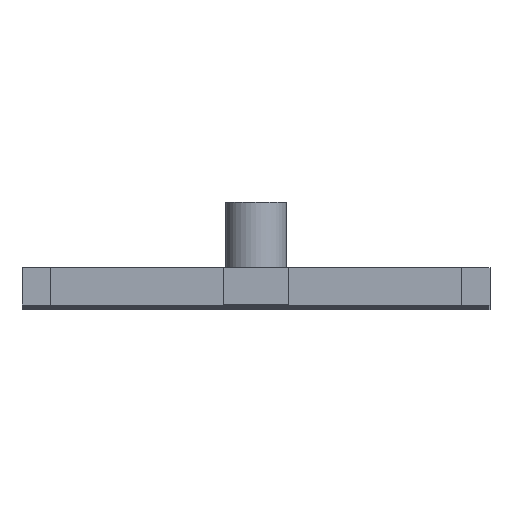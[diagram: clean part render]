
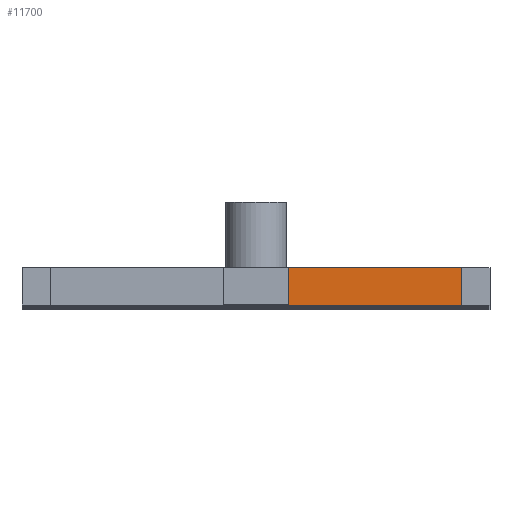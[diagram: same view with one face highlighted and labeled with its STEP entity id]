
A CAD part, top view. The second image highlights one B-rep face of the part: STEP entity #11700.
In plain terms, the highlighted planar face has unit normal (0, 0, 1).
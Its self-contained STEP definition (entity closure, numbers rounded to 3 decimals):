
#10530 = VERTEX_POINT('',#10531);
#10531 = CARTESIAN_POINT('',(0.35,0.,28.5));
#10545 = PLANE('',#10546);
#10546 = AXIS2_PLACEMENT_3D('',#10547,#10548,#10549);
#10547 = CARTESIAN_POINT('',(0.,0.,28.304));
#10548 = DIRECTION('',(0.,1.,0.));
#10549 = DIRECTION('',(0.,0.,1.));
#10815 = VERTEX_POINT('',#10816);
#10816 = CARTESIAN_POINT('',(0.35,-0.4,28.5));
#10830 = PLANE('',#10831);
#10831 = AXIS2_PLACEMENT_3D('',#10832,#10833,#10834);
#10832 = CARTESIAN_POINT('',(0.,-0.4,28.304));
#10833 = DIRECTION('',(0.,1.,0.));
#10834 = DIRECTION('',(0.,0.,1.));
#10977 = EDGE_CURVE('',#10978,#10530,#10980,.T.);
#10978 = VERTEX_POINT('',#10979);
#10979 = CARTESIAN_POINT('',(2.2,0.,28.5));
#10980 = SURFACE_CURVE('',#10981,(#10985,#10992),.PCURVE_S1.);
#10981 = LINE('',#10982,#10983);
#10982 = CARTESIAN_POINT('',(2.2,0.,28.5));
#10983 = VECTOR('',#10984,1.);
#10984 = DIRECTION('',(-1.,0.,0.));
#10985 = PCURVE('',#10545,#10986);
#10986 = DEFINITIONAL_REPRESENTATION('',(#10987),#10991);
#10987 = LINE('',#10988,#10989);
#10988 = CARTESIAN_POINT('',(0.196,2.2));
#10989 = VECTOR('',#10990,1.);
#10990 = DIRECTION('',(-0.,-1.));
#10991 = ( GEOMETRIC_REPRESENTATION_CONTEXT(2) 
PARAMETRIC_REPRESENTATION_CONTEXT() REPRESENTATION_CONTEXT('2D SPACE',''
  ) );
#10992 = PCURVE('',#10993,#10998);
#10993 = PLANE('',#10994);
#10994 = AXIS2_PLACEMENT_3D('',#10995,#10996,#10997);
#10995 = CARTESIAN_POINT('',(2.2,0.,28.5));
#10996 = DIRECTION('',(0.,0.,-1.));
#10997 = DIRECTION('',(-1.,0.,0.));
#10998 = DEFINITIONAL_REPRESENTATION('',(#10999),#11003);
#10999 = LINE('',#11000,#11001);
#11000 = CARTESIAN_POINT('',(0.,0.));
#11001 = VECTOR('',#11002,1.);
#11002 = DIRECTION('',(1.,0.));
#11003 = ( GEOMETRIC_REPRESENTATION_CONTEXT(2) 
PARAMETRIC_REPRESENTATION_CONTEXT() REPRESENTATION_CONTEXT('2D SPACE',''
  ) );
#11021 = PLANE('',#11022);
#11022 = AXIS2_PLACEMENT_3D('',#11023,#11024,#11025);
#11023 = CARTESIAN_POINT('',(2.2,0.,28.8));
#11024 = DIRECTION('',(1.,0.,0.));
#11025 = DIRECTION('',(0.,0.,-1.));
#11102 = PLANE('',#11103);
#11103 = AXIS2_PLACEMENT_3D('',#11104,#11105,#11106);
#11104 = CARTESIAN_POINT('',(0.35,0.,0.));
#11105 = DIRECTION('',(-1.,0.,0.));
#11106 = DIRECTION('',(0.,0.,1.));
#11363 = EDGE_CURVE('',#11364,#10815,#11366,.T.);
#11364 = VERTEX_POINT('',#11365);
#11365 = CARTESIAN_POINT('',(2.2,-0.4,28.5));
#11366 = SURFACE_CURVE('',#11367,(#11371,#11378),.PCURVE_S1.);
#11367 = LINE('',#11368,#11369);
#11368 = CARTESIAN_POINT('',(2.2,-0.4,28.5));
#11369 = VECTOR('',#11370,1.);
#11370 = DIRECTION('',(-1.,0.,0.));
#11371 = PCURVE('',#10830,#11372);
#11372 = DEFINITIONAL_REPRESENTATION('',(#11373),#11377);
#11373 = LINE('',#11374,#11375);
#11374 = CARTESIAN_POINT('',(0.196,2.2));
#11375 = VECTOR('',#11376,1.);
#11376 = DIRECTION('',(-0.,-1.));
#11377 = ( GEOMETRIC_REPRESENTATION_CONTEXT(2) 
PARAMETRIC_REPRESENTATION_CONTEXT() REPRESENTATION_CONTEXT('2D SPACE',''
  ) );
#11378 = PCURVE('',#10993,#11379);
#11379 = DEFINITIONAL_REPRESENTATION('',(#11380),#11384);
#11380 = LINE('',#11381,#11382);
#11381 = CARTESIAN_POINT('',(0.,-0.4));
#11382 = VECTOR('',#11383,1.);
#11383 = DIRECTION('',(1.,0.));
#11384 = ( GEOMETRIC_REPRESENTATION_CONTEXT(2) 
PARAMETRIC_REPRESENTATION_CONTEXT() REPRESENTATION_CONTEXT('2D SPACE',''
  ) );
#11679 = EDGE_CURVE('',#10978,#11364,#11680,.T.);
#11680 = SURFACE_CURVE('',#11681,(#11685,#11692),.PCURVE_S1.);
#11681 = LINE('',#11682,#11683);
#11682 = CARTESIAN_POINT('',(2.2,0.,28.5));
#11683 = VECTOR('',#11684,1.);
#11684 = DIRECTION('',(0.,-1.,0.));
#11685 = PCURVE('',#11021,#11686);
#11686 = DEFINITIONAL_REPRESENTATION('',(#11687),#11691);
#11687 = LINE('',#11688,#11689);
#11688 = CARTESIAN_POINT('',(0.3,0.));
#11689 = VECTOR('',#11690,1.);
#11690 = DIRECTION('',(0.,-1.));
#11691 = ( GEOMETRIC_REPRESENTATION_CONTEXT(2) 
PARAMETRIC_REPRESENTATION_CONTEXT() REPRESENTATION_CONTEXT('2D SPACE',''
  ) );
#11692 = PCURVE('',#10993,#11693);
#11693 = DEFINITIONAL_REPRESENTATION('',(#11694),#11698);
#11694 = LINE('',#11695,#11696);
#11695 = CARTESIAN_POINT('',(0.,0.));
#11696 = VECTOR('',#11697,1.);
#11697 = DIRECTION('',(0.,-1.));
#11698 = ( GEOMETRIC_REPRESENTATION_CONTEXT(2) 
PARAMETRIC_REPRESENTATION_CONTEXT() REPRESENTATION_CONTEXT('2D SPACE',''
  ) );
#11700 = ADVANCED_FACE('',(#11701),#10993,.F.);
#11701 = FACE_BOUND('',#11702,.F.);
#11702 = EDGE_LOOP('',(#11703,#11704,#11705,#11706));
#11703 = ORIENTED_EDGE('',*,*,#10977,.F.);
#11704 = ORIENTED_EDGE('',*,*,#11679,.T.);
#11705 = ORIENTED_EDGE('',*,*,#11363,.T.);
#11706 = ORIENTED_EDGE('',*,*,#11707,.F.);
#11707 = EDGE_CURVE('',#10530,#10815,#11708,.T.);
#11708 = SURFACE_CURVE('',#11709,(#11713,#11720),.PCURVE_S1.);
#11709 = LINE('',#11710,#11711);
#11710 = CARTESIAN_POINT('',(0.35,0.,28.5));
#11711 = VECTOR('',#11712,1.);
#11712 = DIRECTION('',(0.,-1.,0.));
#11713 = PCURVE('',#10993,#11714);
#11714 = DEFINITIONAL_REPRESENTATION('',(#11715),#11719);
#11715 = LINE('',#11716,#11717);
#11716 = CARTESIAN_POINT('',(1.85,0.));
#11717 = VECTOR('',#11718,1.);
#11718 = DIRECTION('',(0.,-1.));
#11719 = ( GEOMETRIC_REPRESENTATION_CONTEXT(2) 
PARAMETRIC_REPRESENTATION_CONTEXT() REPRESENTATION_CONTEXT('2D SPACE',''
  ) );
#11720 = PCURVE('',#11102,#11721);
#11721 = DEFINITIONAL_REPRESENTATION('',(#11722),#11726);
#11722 = LINE('',#11723,#11724);
#11723 = CARTESIAN_POINT('',(28.5,0.));
#11724 = VECTOR('',#11725,1.);
#11725 = DIRECTION('',(0.,-1.));
#11726 = ( GEOMETRIC_REPRESENTATION_CONTEXT(2) 
PARAMETRIC_REPRESENTATION_CONTEXT() REPRESENTATION_CONTEXT('2D SPACE',''
  ) );
